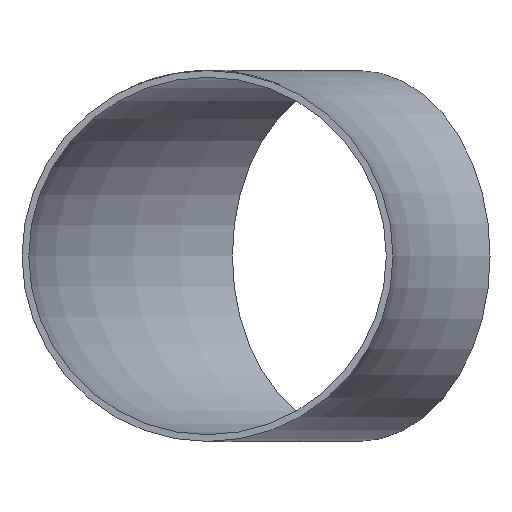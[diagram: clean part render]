
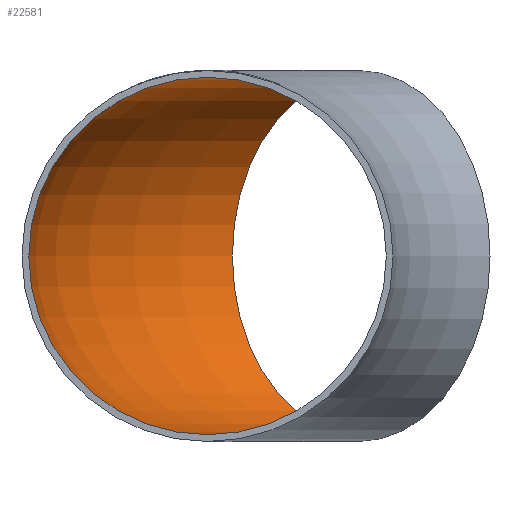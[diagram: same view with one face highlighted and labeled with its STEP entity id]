
A CAD part, front view. The second image highlights one B-rep face of the part: STEP entity #22581.
In plain terms, the highlighted toroidal (fillet/blend) face has major radius 305 mm and minor radius 105.55 mm.
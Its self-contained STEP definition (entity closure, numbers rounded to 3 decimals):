
#1188 = FACE_OUTER_BOUND ( 'NONE', #5967, .T. ) ;
#2973 = CARTESIAN_POINT ( 'NONE',  ( -215.668, 215.668, 0. ) ) ;
#3218 = AXIS2_PLACEMENT_3D ( 'NONE', #2973, #10101, #20619 ) ;
#5967 = EDGE_LOOP ( 'NONE', ( #22687 ) ) ;
#7335 = CARTESIAN_POINT ( 'NONE',  ( -290.303, 290.303, 0. ) ) ;
#9215 = AXIS2_PLACEMENT_3D ( 'NONE', #10910, #18146, #19796 ) ;
#9579 = CIRCLE ( 'NONE', #9215, 105.55 ) ;
#9687 = AXIS2_PLACEMENT_3D ( 'NONE', #22558, #10059, #13327 ) ;
#10059 = DIRECTION ( 'NONE',  ( 0., 0., -1. ) ) ;
#10101 = DIRECTION ( 'NONE',  ( 0.707, 0.707, 0. ) ) ;
#10910 = CARTESIAN_POINT ( 'NONE',  ( -305., 0., 0. ) ) ;
#11316 = CARTESIAN_POINT ( 'NONE',  ( -305., 0., 105.55 ) ) ;
#11955 = EDGE_CURVE ( 'NONE', #16230, #16230, #17019, .T. ) ;
#12079 = EDGE_LOOP ( 'NONE', ( #18577 ) ) ;
#13327 = DIRECTION ( 'NONE',  ( -1., 0., 0. ) ) ;
#14731 = EDGE_CURVE ( 'NONE', #18215, #18215, #9579, .T. ) ;
#16230 = VERTEX_POINT ( 'NONE', #7335 ) ;
#17019 = CIRCLE ( 'NONE', #3218, 105.55 ) ;
#18146 = DIRECTION ( 'NONE',  ( 0., 1., 0. ) ) ;
#18215 = VERTEX_POINT ( 'NONE', #11316 ) ;
#18577 = ORIENTED_EDGE ( 'NONE', *, *, #14731, .F. ) ;
#18937 = FACE_OUTER_BOUND ( 'NONE', #12079, .T. ) ;
#19773 = TOROIDAL_SURFACE ( 'NONE', #9687, 305., 105.55 ) ;
#19796 = DIRECTION ( 'NONE',  ( 0., 0., 1. ) ) ;
#20619 = DIRECTION ( 'NONE',  ( -0.707, 0.707, 0. ) ) ;
#22558 = CARTESIAN_POINT ( 'NONE',  ( 0., 0., 0. ) ) ;
#22581 = ADVANCED_FACE ( 'NONE', ( #1188, #18937 ), #19773, .F. ) ;
#22687 = ORIENTED_EDGE ( 'NONE', *, *, #11955, .T. ) ;
